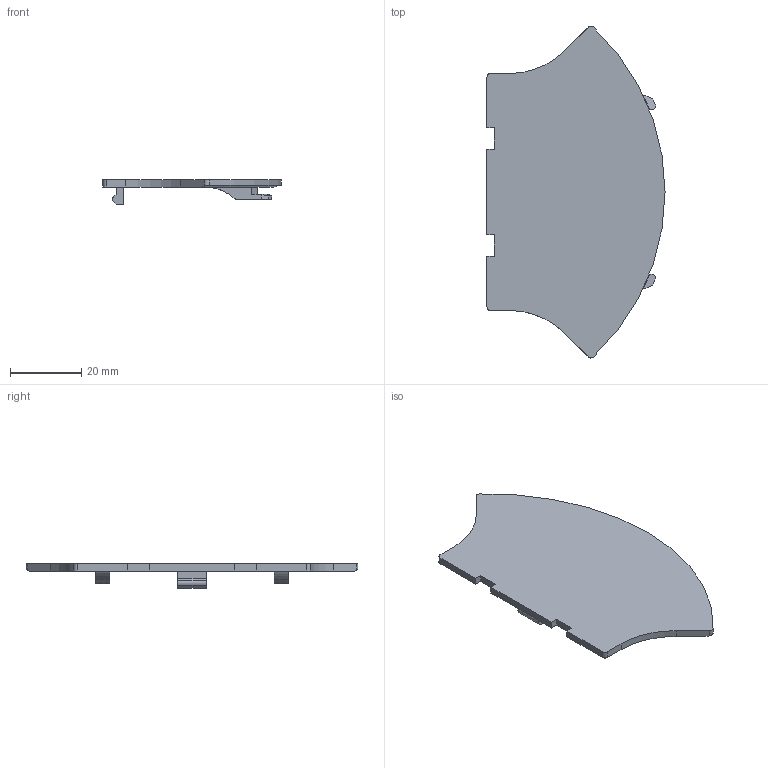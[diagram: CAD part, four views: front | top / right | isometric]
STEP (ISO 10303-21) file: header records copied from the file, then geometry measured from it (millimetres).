
FILE_DESCRIPTION (( 'STEP AP214' ), '1' );
FILE_NAME ('SoporteEfectoHallTapa.STEP', '2024-03-12T12:12:42', ( '' ), ( '' ), 'SwSTEP 2.0', 'SolidWorks 2018', '' );
FILE_SCHEMA (( 'AUTOMOTIVE_DESIGN' ));
Length unit declared in the file: millimetre
Products named in the file (1): SoporteEfectoHallTapa
Bounding box: 49.9 x 93.02 x 6.8 mm (x, y, z)
Volume: 7212.9 mm3; surface area: 7703.7 mm2
Topology: 1 solids, 1 shells, 56 faces, 155 edges, 102 vertices
Faces by surface type: plane 34, cylinder 14, cone 6, torus 2
Entity records: 1870 total; most frequent: CARTESIAN_POINT 406, ORIENTED_EDGE 310, DIRECTION 286, EDGE_CURVE 155, VERTEX_POINT 102, VECTOR 98, LINE 98, AXIS2_PLACEMENT_3D 94
